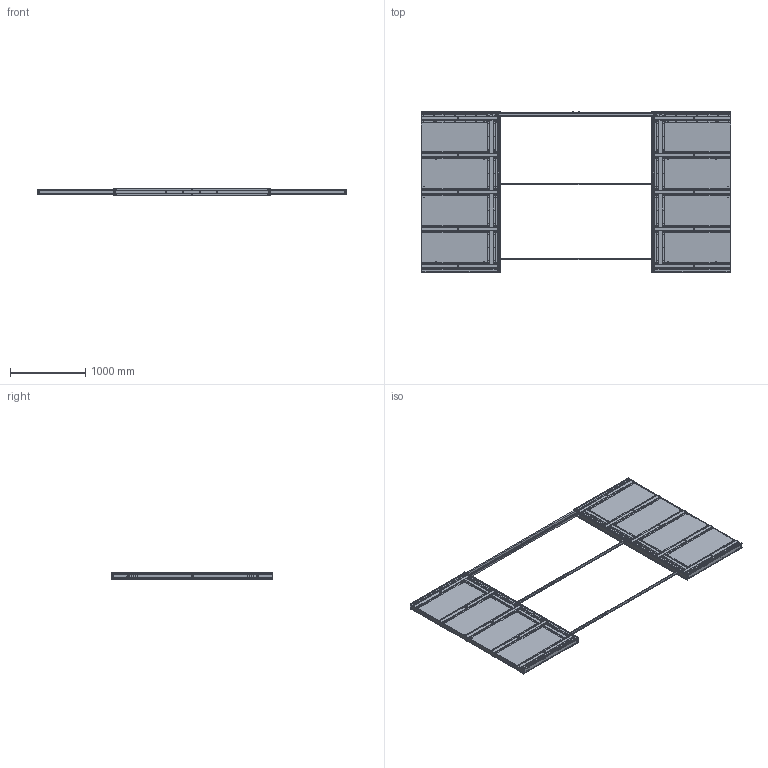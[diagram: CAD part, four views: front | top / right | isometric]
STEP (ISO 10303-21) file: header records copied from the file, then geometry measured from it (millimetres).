
FILE_DESCRIPTION(/* description */ (''),/* implementation_level */ '2;1');
FILE_NAME(/* name */ 'SAF-INSIDE200.stp',/* time_stamp */ '2019-08-12T16:06:02+02:00',/* author */ ('Marc'),/* organization */ (''),/* preprocessor_version */ 'ST-DEVELOPER v17.2',/* originating_system */ 'Autodesk Inventor 2019',/* authorisation */ '');
FILE_SCHEMA (('AUTOMOTIVE_DESIGN { 1 0 10303 214 3 1 1 }'));
Products named in the file (19): SAF-INSIDE140 MANTION; 22817; 22558_A; 22551; 22581; 22584; 22578; 22587; 22547; 22552; 22554; 22590_A; 22555; 22539; 22553; 11145_188; 11145_C_148; 22805; 04005
Assembly tree (53 placements, depth 3):
  SAF-INSIDE140 MANTION
    22817  x2
      22558_A
      22547
      22551
      22581
      22584
      22578
      22587
      22552
      22554
      22590_A
      22555
    22539  x2
    22553  x2
    11145_188  x2
    11145_C_148
    22805
    04005  x12
Bounding box: 4127.6 x 2137.6 x 95 mm (x, y, z)
Volume: 17776487.8 mm3; surface area: 31296707.4 mm2
Topology: 82 solids, 82 shells, 13224 faces, 36244 edges, 23756 vertices
Faces by surface type: plane 11218, cylinder 1586, bspline 336, cone 48, torus 24, sphere 12
Full cylindrical faces by diameter (mm): 2.5 x12, 3 x72, 4.5 x16, 4.8 x32, 5 x18, 5.05 x2, 6 x16, 28 x6
Entity records: 73540 total; most frequent: CARTESIAN_POINT 14121, ORIENTED_EDGE 12390, DIRECTION 11703, EDGE_CURVE 6195, LINE 5133, VECTOR 5133, VERTEX_POINT 3999, AXIS2_PLACEMENT_3D 3285
